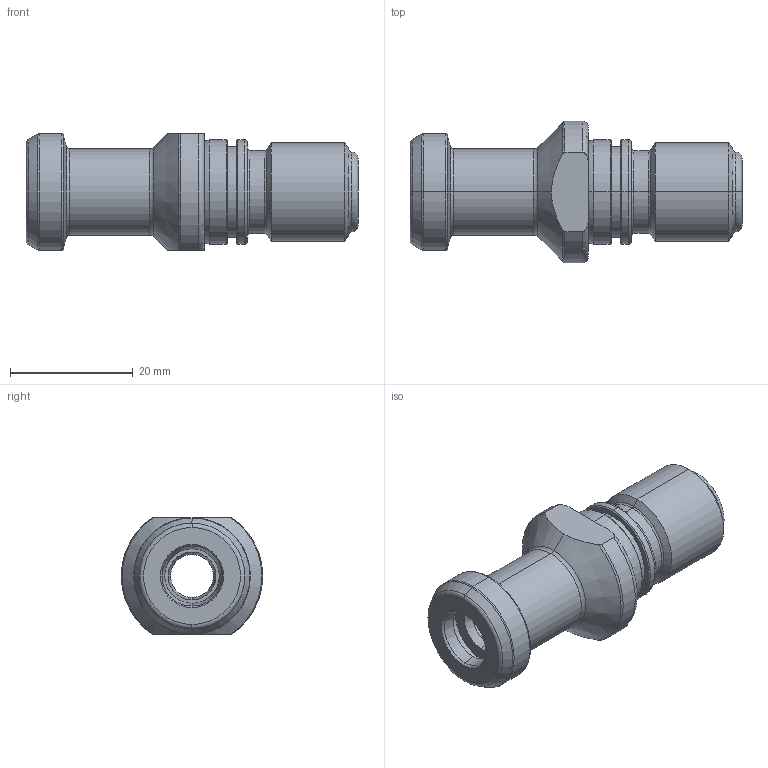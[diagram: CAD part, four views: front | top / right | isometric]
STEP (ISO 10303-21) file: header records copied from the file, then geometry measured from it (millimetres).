
FILE_DESCRIPTION (( 'STEP AP203' ), '1' );
FILE_NAME ('402.20.16.25.STEP', '2021-09-07T05:54:08', ( 'User' ), ( 'China' ), 'SwSTEP 2.0', 'SolidWorks 2016', '' );
FILE_SCHEMA (( 'CONFIG_CONTROL_DESIGN' ));
Length unit declared in the file: millimetre
Products named in the file (1): 402.20.16.25
Bounding box: 54 x 23 x 19 mm (x, y, z)
Volume: 9087.8 mm3; surface area: 4918.5 mm2
Topology: 1 solids, 1 shells, 88 faces, 184 edges, 106 vertices
Faces by surface type: torus 28, cone 26, cylinder 22, plane 12
Entity records: 2509 total; most frequent: CARTESIAN_POINT 483, DIRECTION 470, ORIENTED_EDGE 368, AXIS2_PLACEMENT_3D 209, EDGE_CURVE 184, CIRCLE 120, VERTEX_POINT 106, EDGE_LOOP 98
